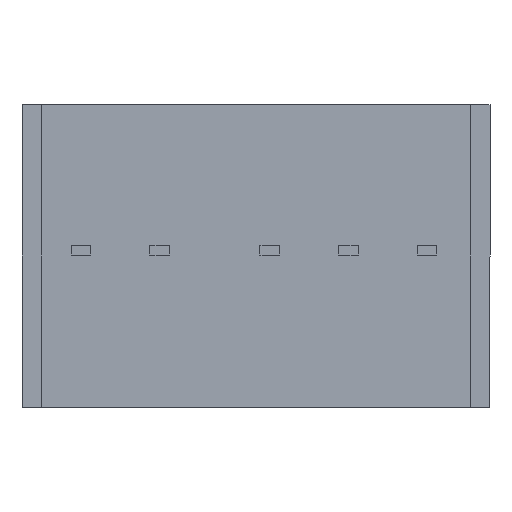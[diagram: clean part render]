
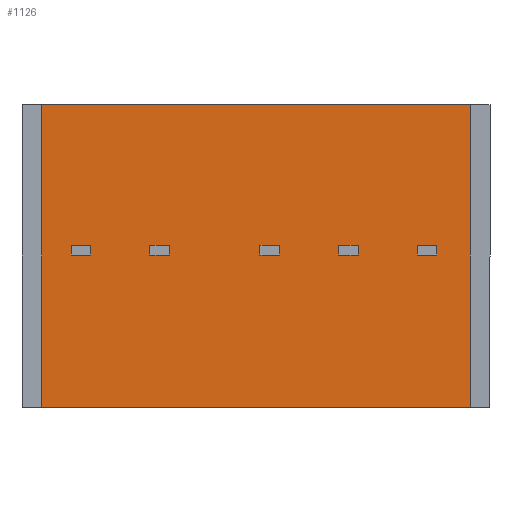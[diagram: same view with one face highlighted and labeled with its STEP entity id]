
A CAD part, front view. The second image highlights one B-rep face of the part: STEP entity #1126.
In plain terms, the highlighted planar face has unit normal (0, -1, 0).
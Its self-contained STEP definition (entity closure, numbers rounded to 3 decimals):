
#219 = LINE ( 'NONE', #3681, #1941 ) ;
#288 = ORIENTED_EDGE ( 'NONE', *, *, #4616, .T. ) ;
#448 = VERTEX_POINT ( 'NONE', #2476 ) ;
#567 = LINE ( 'NONE', #2005, #2352 ) ;
#854 = DIRECTION ( 'NONE',  ( 0., 1., 0. ) ) ;
#967 = FACE_OUTER_BOUND ( 'NONE', #1440, .T. ) ;
#1126 = ADVANCED_FACE ( 'NONE', ( #967 ), #1531, .F. ) ;
#1440 = EDGE_LOOP ( 'NONE', ( #2116, #1733, #288, #2205 ) ) ;
#1531 = PLANE ( 'NONE',  #4324 ) ;
#1733 = ORIENTED_EDGE ( 'NONE', *, *, #2944, .T. ) ;
#1767 = CARTESIAN_POINT ( 'NONE',  ( -5.45, 0.5, -3.85 ) ) ;
#1828 = VERTEX_POINT ( 'NONE', #4514 ) ;
#1941 = VECTOR ( 'NONE', #2169, 1000. ) ;
#1987 = CARTESIAN_POINT ( 'NONE',  ( 5.45, 0.5, -3.85 ) ) ;
#1995 = CARTESIAN_POINT ( 'NONE',  ( 5.45, 0.5, 3.85 ) ) ;
#2005 = CARTESIAN_POINT ( 'NONE',  ( -5.45, 0.5, -3.85 ) ) ;
#2100 = VECTOR ( 'NONE', #2729, 1000. ) ;
#2116 = ORIENTED_EDGE ( 'NONE', *, *, #4281, .T. ) ;
#2169 = DIRECTION ( 'NONE',  ( -1., 0., 0. ) ) ;
#2205 = ORIENTED_EDGE ( 'NONE', *, *, #3166, .T. ) ;
#2352 = VECTOR ( 'NONE', #3853, 1000. ) ;
#2457 = CARTESIAN_POINT ( 'NONE',  ( -5.45, 0.5, 3.85 ) ) ;
#2476 = CARTESIAN_POINT ( 'NONE',  ( -5.45, 0.5, -3.85 ) ) ;
#2729 = DIRECTION ( 'NONE',  ( 0., 0., -1. ) ) ;
#2944 = EDGE_CURVE ( 'NONE', #3620, #3753, #219, .T. ) ;
#3105 = LINE ( 'NONE', #1767, #2100 ) ;
#3117 = CARTESIAN_POINT ( 'NONE',  ( 0., 0.5, 0. ) ) ;
#3166 = EDGE_CURVE ( 'NONE', #448, #1828, #567, .T. ) ;
#3399 = LINE ( 'NONE', #1987, #3850 ) ;
#3458 = DIRECTION ( 'NONE',  ( 0., 0., 1. ) ) ;
#3480 = DIRECTION ( 'NONE',  ( 0., 0., 1. ) ) ;
#3620 = VERTEX_POINT ( 'NONE', #1995 ) ;
#3681 = CARTESIAN_POINT ( 'NONE',  ( -5.45, 0.5, 3.85 ) ) ;
#3753 = VERTEX_POINT ( 'NONE', #2457 ) ;
#3850 = VECTOR ( 'NONE', #3480, 1000. ) ;
#3853 = DIRECTION ( 'NONE',  ( 1., 0., 0. ) ) ;
#4281 = EDGE_CURVE ( 'NONE', #1828, #3620, #3399, .T. ) ;
#4324 = AXIS2_PLACEMENT_3D ( 'NONE', #3117, #854, #3458 ) ;
#4514 = CARTESIAN_POINT ( 'NONE',  ( 5.45, 0.5, -3.85 ) ) ;
#4616 = EDGE_CURVE ( 'NONE', #3753, #448, #3105, .T. ) ;
